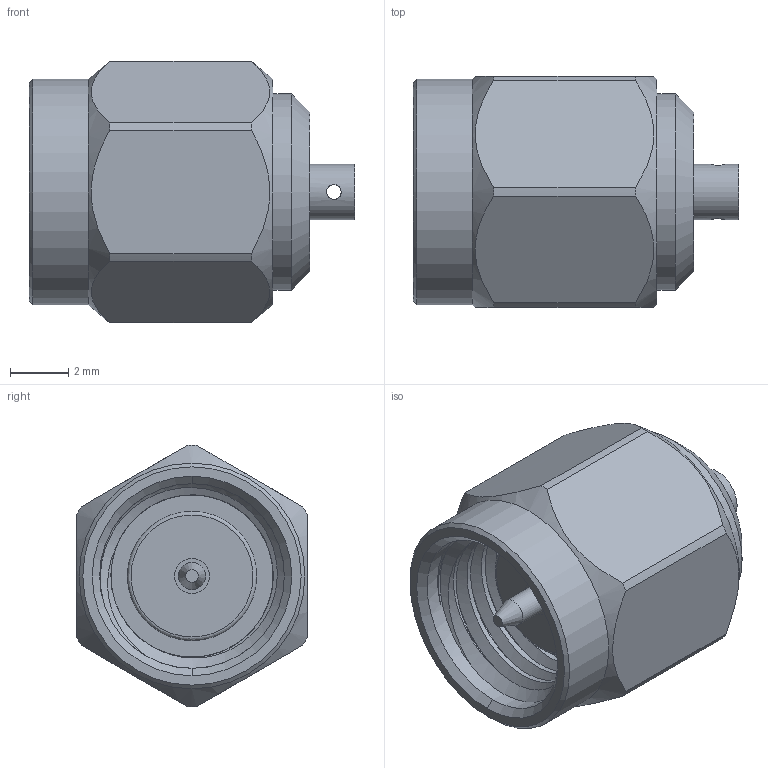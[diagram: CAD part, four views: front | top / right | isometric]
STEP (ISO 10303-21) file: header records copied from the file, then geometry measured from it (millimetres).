
FILE_DESCRIPTION (( 'STEP AP203' ), '1' );
FILE_NAME ('PE44757_3D.step', '2020-09-23T19:19:38', ( '' ), ( '' ), 'SwSTEP 2.0', 'SolidWorks 2018', '' );
FILE_SCHEMA (( 'CONFIG_CONTROL_DESIGN' ));
Length unit declared in the file: inch
Products named in the file (1): PE44757_3D
Bounding box: 11.2 x 7.94 x 8.99 mm (x, y, z)
Volume: 377.8 mm3; surface area: 532.3 mm2
Topology: 1 solids, 1 shells, 50 faces, 133 edges, 92 vertices
Faces by surface type: cylinder 22, plane 15, cone 9, bspline 4
Full cylindrical faces by diameter (mm): 0.508 x2, 0.94 x1, 1.194 x1, 1.25 x1, 1.905 x1, 4.445 x1, 6.35 x6, 6.746 x1, 7.762 x1
Entity records: 3513 total; most frequent: CARTESIAN_POINT 2451, ORIENTED_EDGE 210, DIRECTION 170, EDGE_CURVE 105, VERTEX_POINT 87, AXIS2_PLACEMENT_3D 78, EDGE_LOOP 72, FACE_OUTER_BOUND 55
